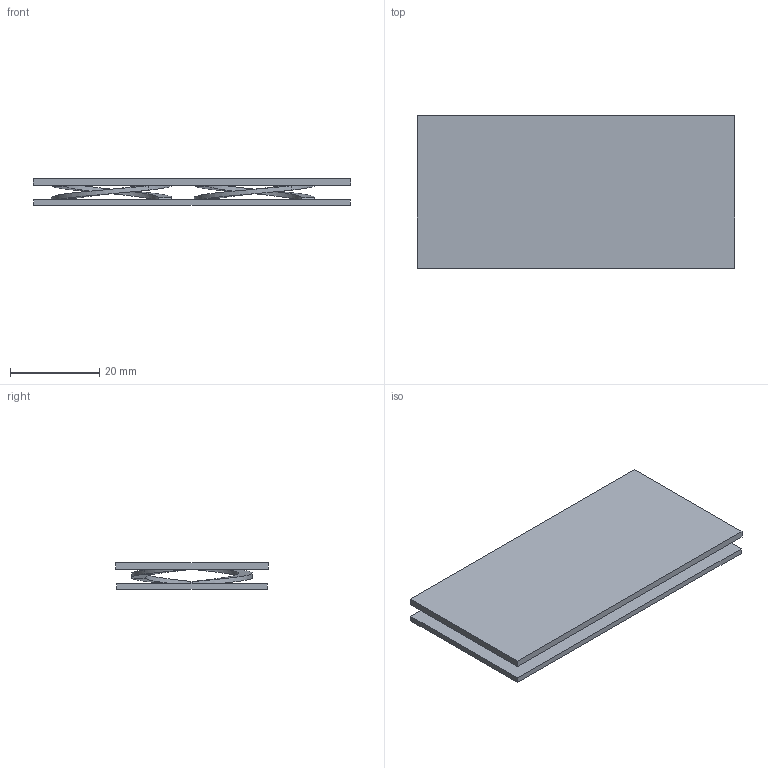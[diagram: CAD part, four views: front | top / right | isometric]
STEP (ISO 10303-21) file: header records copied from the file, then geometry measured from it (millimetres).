
FILE_DESCRIPTION(/* description */ (''),/* implementation_level */ '2;1');
FILE_NAME(/* name */ 'back plate.step',/* time_stamp */ '2020-06-08T16:47:18+02:00',/* author */ (''),/* organization */ (''),/* preprocessor_version */ 'ST-DEVELOPER v18.1',/* originating_system */ 'Autodesk Translation Framework v9.3.0.1241',/* authorisation */ '');
FILE_SCHEMA (('AUTOMOTIVE_DESIGN { 1 0 10303 214 3 1 1 }'));
Length unit declared in the file: millimetre
Products named in the file (1): back plate
Bounding box: 71 x 34 x 6 mm (x, y, z)
Volume: 6978 mm3; surface area: 10969.8 mm2
Topology: 1 solids, 1 shells, 60 faces, 176 edges, 120 vertices
Faces by surface type: bspline 44, plane 16
Entity records: 3812 total; most frequent: CARTESIAN_POINT 2565, ORIENTED_EDGE 352, EDGE_CURVE 176, B_SPLINE_CURVE_WITH_KNOTS 140, VERTEX_POINT 120, DIRECTION 70, EDGE_LOOP 68, FACE_OUTER_BOUND 60
